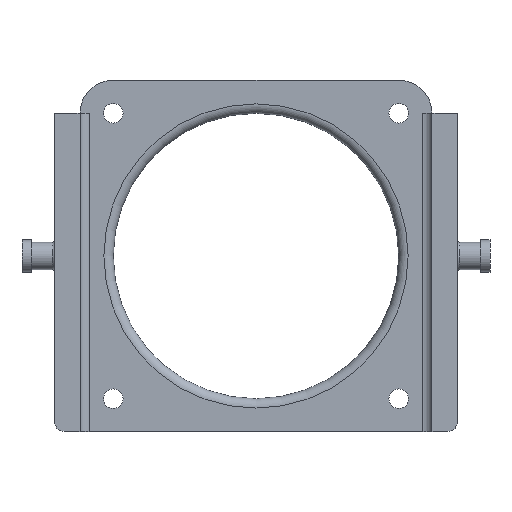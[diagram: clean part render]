
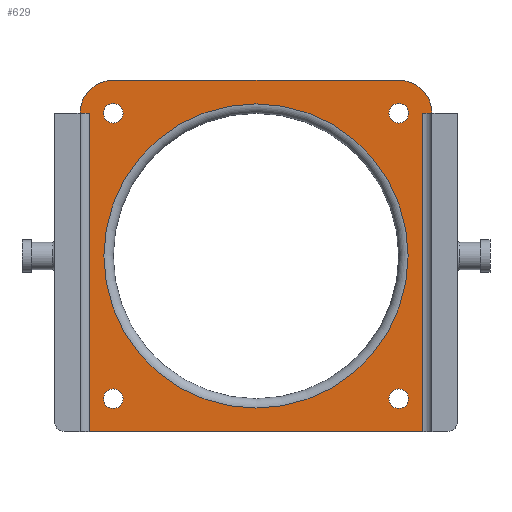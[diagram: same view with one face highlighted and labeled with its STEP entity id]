
A CAD part, top view. The second image highlights one B-rep face of the part: STEP entity #629.
In plain terms, the highlighted planar face has unit normal (0, 0, 1).
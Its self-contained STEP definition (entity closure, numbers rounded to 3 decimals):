
#32=FACE_BOUND('',#200,.T.);
#33=FACE_BOUND('',#201,.T.);
#34=FACE_BOUND('',#202,.T.);
#35=FACE_BOUND('',#203,.T.);
#36=FACE_BOUND('',#204,.T.);
#48=LINE('',#984,#95);
#49=LINE('',#986,#96);
#50=LINE('',#988,#97);
#51=LINE('',#990,#98);
#52=LINE('',#994,#99);
#53=LINE('',#997,#100);
#95=VECTOR('',#775,10.);
#96=VECTOR('',#776,10.);
#97=VECTOR('',#777,10.);
#98=VECTOR('',#778,10.);
#99=VECTOR('',#781,10.);
#100=VECTOR('',#784,10.);
#142=PLANE('',#685);
#161=FACE_OUTER_BOUND('',#199,.T.);
#199=EDGE_LOOP('',(#450,#451,#452,#453,#454,#455,#456,#457));
#200=EDGE_LOOP('',(#458));
#201=EDGE_LOOP('',(#459));
#202=EDGE_LOOP('',(#460));
#203=EDGE_LOOP('',(#461));
#204=EDGE_LOOP('',(#462));
#252=CIRCLE('',#681,32.5);
#256=CIRCLE('',#686,7.);
#257=CIRCLE('',#687,7.);
#258=CIRCLE('',#688,2.1);
#259=CIRCLE('',#689,2.1);
#260=CIRCLE('',#690,2.1);
#261=CIRCLE('',#691,2.1);
#295=VERTEX_POINT('',#974);
#298=VERTEX_POINT('',#982);
#299=VERTEX_POINT('',#983);
#300=VERTEX_POINT('',#985);
#301=VERTEX_POINT('',#987);
#302=VERTEX_POINT('',#989);
#303=VERTEX_POINT('',#991);
#304=VERTEX_POINT('',#993);
#305=VERTEX_POINT('',#995);
#306=VERTEX_POINT('',#998);
#307=VERTEX_POINT('',#1000);
#308=VERTEX_POINT('',#1002);
#309=VERTEX_POINT('',#1004);
#355=EDGE_CURVE('',#295,#295,#252,.T.);
#359=EDGE_CURVE('',#298,#299,#48,.T.);
#360=EDGE_CURVE('',#298,#300,#49,.T.);
#361=EDGE_CURVE('',#301,#300,#50,.T.);
#362=EDGE_CURVE('',#301,#302,#51,.T.);
#363=EDGE_CURVE('',#302,#303,#256,.T.);
#364=EDGE_CURVE('',#303,#304,#52,.T.);
#365=EDGE_CURVE('',#304,#305,#257,.T.);
#366=EDGE_CURVE('',#305,#299,#53,.T.);
#367=EDGE_CURVE('',#306,#306,#258,.T.);
#368=EDGE_CURVE('',#307,#307,#259,.T.);
#369=EDGE_CURVE('',#308,#308,#260,.T.);
#370=EDGE_CURVE('',#309,#309,#261,.T.);
#450=ORIENTED_EDGE('',*,*,#359,.F.);
#451=ORIENTED_EDGE('',*,*,#360,.T.);
#452=ORIENTED_EDGE('',*,*,#361,.F.);
#453=ORIENTED_EDGE('',*,*,#362,.T.);
#454=ORIENTED_EDGE('',*,*,#363,.T.);
#455=ORIENTED_EDGE('',*,*,#364,.T.);
#456=ORIENTED_EDGE('',*,*,#365,.T.);
#457=ORIENTED_EDGE('',*,*,#366,.T.);
#458=ORIENTED_EDGE('',*,*,#367,.T.);
#459=ORIENTED_EDGE('',*,*,#368,.T.);
#460=ORIENTED_EDGE('',*,*,#369,.T.);
#461=ORIENTED_EDGE('',*,*,#370,.T.);
#462=ORIENTED_EDGE('',*,*,#355,.F.);
#629=ADVANCED_FACE('',(#161,#32,#33,#34,#35,#36),#142,.T.);
#681=AXIS2_PLACEMENT_3D('',#975,#765,#766);
#685=AXIS2_PLACEMENT_3D('',#981,#773,#774);
#686=AXIS2_PLACEMENT_3D('',#992,#779,#780);
#687=AXIS2_PLACEMENT_3D('',#996,#782,#783);
#688=AXIS2_PLACEMENT_3D('',#999,#785,#786);
#689=AXIS2_PLACEMENT_3D('',#1001,#787,#788);
#690=AXIS2_PLACEMENT_3D('',#1003,#789,#790);
#691=AXIS2_PLACEMENT_3D('',#1005,#791,#792);
#765=DIRECTION('center_axis',(0.,0.,1.));
#766=DIRECTION('ref_axis',(1.,0.,0.));
#773=DIRECTION('center_axis',(0.,0.,1.));
#774=DIRECTION('ref_axis',(1.,0.,0.));
#775=DIRECTION('',(0.,1.,0.));
#776=DIRECTION('',(1.,0.,0.));
#777=DIRECTION('',(0.,-1.,0.));
#778=DIRECTION('',(1.,0.,0.));
#779=DIRECTION('center_axis',(0.,0.,1.));
#780=DIRECTION('ref_axis',(1.,0.,0.));
#781=DIRECTION('',(-1.,0.,0.));
#782=DIRECTION('center_axis',(0.,0.,1.));
#783=DIRECTION('ref_axis',(1.,0.,0.));
#784=DIRECTION('',(1.,0.,0.));
#785=DIRECTION('center_axis',(0.,0.,-1.));
#786=DIRECTION('ref_axis',(1.,0.,0.));
#787=DIRECTION('center_axis',(0.,0.,-1.));
#788=DIRECTION('ref_axis',(1.,0.,0.));
#789=DIRECTION('center_axis',(0.,0.,-1.));
#790=DIRECTION('ref_axis',(1.,0.,0.));
#791=DIRECTION('center_axis',(0.,0.,-1.));
#792=DIRECTION('ref_axis',(1.,0.,0.));
#974=CARTESIAN_POINT('',(34.101,31.484,5.5));
#975=CARTESIAN_POINT('Origin',(1.601,31.484,5.5));
#981=CARTESIAN_POINT('Origin',(-28.899,61.984,5.5));
#982=CARTESIAN_POINT('',(-33.999,-6.016,5.5));
#983=CARTESIAN_POINT('',(-33.999,61.984,5.5));
#984=CARTESIAN_POINT('',(-33.999,27.984,5.5));
#985=CARTESIAN_POINT('',(37.201,-6.016,5.5));
#986=CARTESIAN_POINT('',(39.201,-6.016,5.5));
#987=CARTESIAN_POINT('',(37.201,61.984,5.5));
#988=CARTESIAN_POINT('',(37.201,61.984,5.5));
#989=CARTESIAN_POINT('',(39.201,61.984,5.5));
#990=CARTESIAN_POINT('',(7.851,61.984,5.5));
#991=CARTESIAN_POINT('',(32.201,68.984,5.5));
#992=CARTESIAN_POINT('Origin',(32.201,61.984,5.5));
#993=CARTESIAN_POINT('',(-28.999,68.984,5.5));
#994=CARTESIAN_POINT('',(-35.999,68.984,5.5));
#995=CARTESIAN_POINT('',(-35.999,61.984,5.5));
#996=CARTESIAN_POINT('Origin',(-28.999,61.984,5.5));
#997=CARTESIAN_POINT('',(-32.449,61.984,5.5));
#998=CARTESIAN_POINT('',(30.001,61.984,5.5));
#999=CARTESIAN_POINT('Origin',(32.101,61.984,5.5));
#1000=CARTESIAN_POINT('',(-30.999,0.984,5.5));
#1001=CARTESIAN_POINT('Origin',(-28.899,0.984,5.5));
#1002=CARTESIAN_POINT('',(30.001,0.984,5.5));
#1003=CARTESIAN_POINT('Origin',(32.101,0.984,5.5));
#1004=CARTESIAN_POINT('',(-30.999,61.984,5.5));
#1005=CARTESIAN_POINT('Origin',(-28.899,61.984,5.5));
